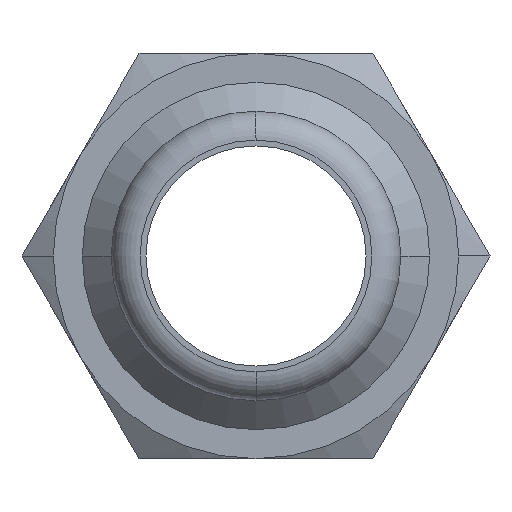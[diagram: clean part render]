
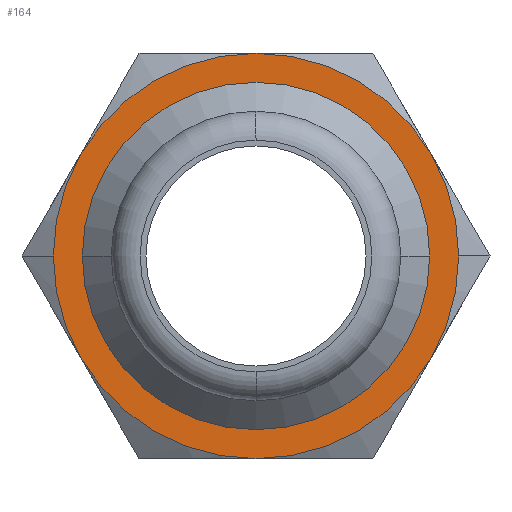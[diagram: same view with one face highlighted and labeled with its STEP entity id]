
A CAD part, front view. The second image highlights one B-rep face of the part: STEP entity #164.
In plain terms, the highlighted planar face has unit normal (0, -1, 0).
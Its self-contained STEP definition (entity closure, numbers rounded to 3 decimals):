
#164=ADVANCED_FACE('',(#333,#334),#335,.T.);
#333=FACE_OUTER_BOUND('',#502,.T.);
#334=FACE_BOUND('',#503,.T.);
#335=PLANE('',#504);
#502=EDGE_LOOP('',(#886,#887,#888,#889,#890,#891,#892,#893));
#503=EDGE_LOOP('',(#894,#895));
#504=AXIS2_PLACEMENT_3D('',#896,#897,#898);
#886=ORIENTED_EDGE('',*,*,#1078,.F.);
#887=ORIENTED_EDGE('',*,*,#1010,.F.);
#888=ORIENTED_EDGE('',*,*,#1105,.F.);
#889=ORIENTED_EDGE('',*,*,#984,.F.);
#890=ORIENTED_EDGE('',*,*,#1053,.F.);
#891=ORIENTED_EDGE('',*,*,#1110,.F.);
#892=ORIENTED_EDGE('',*,*,#1075,.F.);
#893=ORIENTED_EDGE('',*,*,#960,.F.);
#894=ORIENTED_EDGE('',*,*,#1026,.F.);
#895=ORIENTED_EDGE('',*,*,#1046,.F.);
#896=CARTESIAN_POINT('',(3.5,20.0,0.0));
#897=DIRECTION('',(-0.0,-1.0,-0.0));
#898=DIRECTION('',(-1.0,0.0,0.0));
#960=EDGE_CURVE('',#1122,#1125,#1126,.T.);
#984=EDGE_CURVE('',#1165,#1167,#1168,.T.);
#1010=EDGE_CURVE('',#1206,#1208,#1209,.T.);
#1026=EDGE_CURVE('',#1234,#1230,#1236,.T.);
#1046=EDGE_CURVE('',#1230,#1234,#1264,.T.);
#1053=EDGE_CURVE('',#1272,#1165,#1274,.T.);
#1075=EDGE_CURVE('',#1125,#1239,#1300,.T.);
#1078=EDGE_CURVE('',#1208,#1122,#1303,.T.);
#1105=EDGE_CURVE('',#1167,#1206,#1333,.T.);
#1110=EDGE_CURVE('',#1239,#1272,#1338,.T.);
#1122=VERTEX_POINT('',#1350);
#1125=VERTEX_POINT('',#1354);
#1126=CIRCLE('',#1355,7.0);
#1165=VERTEX_POINT('',#1440);
#1167=VERTEX_POINT('',#1443);
#1168=CIRCLE('',#1444,7.0);
#1206=VERTEX_POINT('',#1544);
#1208=VERTEX_POINT('',#1557);
#1209=CIRCLE('',#1558,7.0);
#1230=VERTEX_POINT('',#1594);
#1234=VERTEX_POINT('',#1599);
#1236=CIRCLE('',#1602,6.0);
#1239=VERTEX_POINT('',#1605);
#1264=CIRCLE('',#1681,6.0);
#1272=VERTEX_POINT('',#1711);
#1274=CIRCLE('',#1724,7.0);
#1300=CIRCLE('',#1763,7.0);
#1303=CIRCLE('',#1777,7.0);
#1333=CIRCLE('',#1857,7.0);
#1338=CIRCLE('',#1862,7.0);
#1350=CARTESIAN_POINT('',(7.0,20.0,0.));
#1354=CARTESIAN_POINT('',(6.062,20.0,-3.5));
#1355=AXIS2_PLACEMENT_3D('',#1874,#1875,#1876);
#1440=CARTESIAN_POINT('',(-7.0,20.0,0.));
#1443=CARTESIAN_POINT('',(-6.062,20.0,3.5));
#1444=AXIS2_PLACEMENT_3D('',#1913,#1914,#1915);
#1544=CARTESIAN_POINT('',(0.,20.0,7.0));
#1557=CARTESIAN_POINT('',(6.062,20.0,3.5));
#1558=AXIS2_PLACEMENT_3D('',#1941,#1942,#1943);
#1594=CARTESIAN_POINT('',(6.0,20.0,0.));
#1599=CARTESIAN_POINT('',(-6.0,20.0,0.));
#1602=AXIS2_PLACEMENT_3D('',#1965,#1966,#1967);
#1605=CARTESIAN_POINT('',(0.0,20.0,-7.0));
#1681=AXIS2_PLACEMENT_3D('',#1984,#1985,#1986);
#1711=CARTESIAN_POINT('',(-6.062,20.0,-3.5));
#1724=AXIS2_PLACEMENT_3D('',#1990,#1991,#1992);
#1763=AXIS2_PLACEMENT_3D('',#2025,#2026,#2027);
#1777=AXIS2_PLACEMENT_3D('',#2028,#2029,#2030);
#1857=AXIS2_PLACEMENT_3D('',#2055,#2056,#2057);
#1862=AXIS2_PLACEMENT_3D('',#2058,#2059,#2060);
#1874=CARTESIAN_POINT('',(0.0,20.0,0.0));
#1875=DIRECTION('',(-0.0,1.0,0.0));
#1876=DIRECTION('',(1.0,0.0,0.0));
#1913=CARTESIAN_POINT('',(0.0,20.0,0.0));
#1914=DIRECTION('',(-0.0,1.0,0.0));
#1915=DIRECTION('',(1.0,0.0,0.0));
#1941=CARTESIAN_POINT('',(0.0,20.0,0.0));
#1942=DIRECTION('',(-0.0,1.0,0.0));
#1943=DIRECTION('',(1.0,0.0,0.0));
#1965=CARTESIAN_POINT('',(0.0,20.0,0.0));
#1966=DIRECTION('',(0.0,-1.0,0.0));
#1967=DIRECTION('',(1.0,0.0,0.0));
#1984=CARTESIAN_POINT('',(0.0,20.0,0.0));
#1985=DIRECTION('',(0.0,-1.0,0.0));
#1986=DIRECTION('',(1.0,0.0,0.0));
#1990=CARTESIAN_POINT('',(0.0,20.0,0.0));
#1991=DIRECTION('',(-0.0,1.0,0.0));
#1992=DIRECTION('',(1.0,0.0,0.0));
#2025=CARTESIAN_POINT('',(0.0,20.0,0.0));
#2026=DIRECTION('',(-0.0,1.0,0.0));
#2027=DIRECTION('',(1.0,0.0,0.0));
#2028=CARTESIAN_POINT('',(0.0,20.0,0.0));
#2029=DIRECTION('',(-0.0,1.0,0.0));
#2030=DIRECTION('',(1.0,0.0,0.0));
#2055=CARTESIAN_POINT('',(0.0,20.0,0.0));
#2056=DIRECTION('',(-0.0,1.0,0.0));
#2057=DIRECTION('',(1.0,0.0,0.0));
#2058=CARTESIAN_POINT('',(0.0,20.0,0.0));
#2059=DIRECTION('',(-0.0,1.0,0.0));
#2060=DIRECTION('',(1.0,0.0,0.0));
